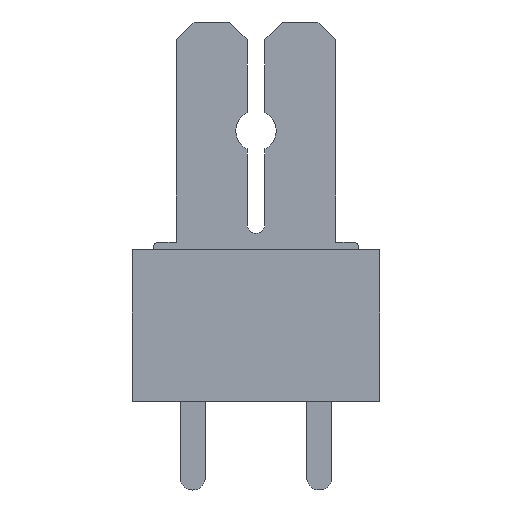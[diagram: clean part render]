
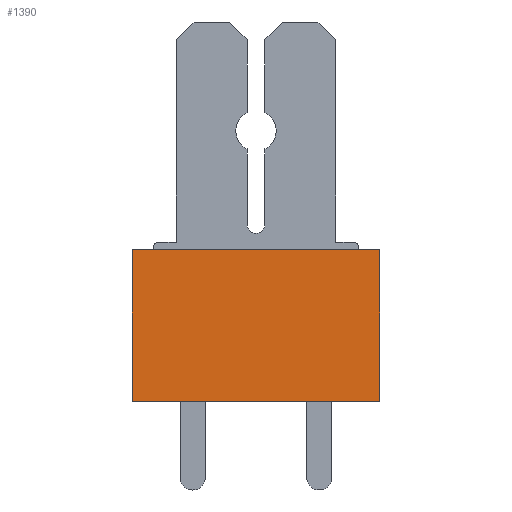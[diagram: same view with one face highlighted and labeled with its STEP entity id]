
A CAD part, left-side view. The second image highlights one B-rep face of the part: STEP entity #1390.
In plain terms, the highlighted planar face has unit normal (-1, 0, 0).
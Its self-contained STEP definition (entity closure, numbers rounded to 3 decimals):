
#1382=AXIS2_PLACEMENT_3D('Plane Axis2P3D',#1379,#1380,#1381) ;
#49=CARTESIAN_POINT('Vertex',(0.,9.8,9.5)) ;
#52=CARTESIAN_POINT('Line Origine',(0.,4.9,9.5)) ;
#56=CARTESIAN_POINT('Vertex',(0.,0.,9.5)) ;
#699=CARTESIAN_POINT('Vertex',(0.,9.8,3.5)) ;
#702=CARTESIAN_POINT('Line Origine',(0.,9.8,6.5)) ;
#730=CARTESIAN_POINT('Vertex',(0.,0.,3.5)) ;
#733=CARTESIAN_POINT('Line Origine',(0.,4.9,3.5)) ;
#1367=CARTESIAN_POINT('Line Origine',(0.,0.,6.5)) ;
#1379=CARTESIAN_POINT('Axis2P3D Location',(0.,0.,0.)) ;
#53=DIRECTION('Vector Direction',(0.,-1.,0.)) ;
#703=DIRECTION('Vector Direction',(0.,0.,1.)) ;
#734=DIRECTION('Vector Direction',(0.,1.,0.)) ;
#1368=DIRECTION('Vector Direction',(0.,0.,-1.)) ;
#1380=DIRECTION('Axis2P3D Direction',(-1.,0.,0.)) ;
#1381=DIRECTION('Axis2P3D XDirection',(0.,0.,1.)) ;
#54=VECTOR('Line Direction',#53,1.) ;
#704=VECTOR('Line Direction',#703,1.) ;
#735=VECTOR('Line Direction',#734,1.) ;
#1369=VECTOR('Line Direction',#1368,1.) ;
#1385=ORIENTED_EDGE('',*,*,#58,.T.) ;
#1386=ORIENTED_EDGE('',*,*,#706,.T.) ;
#1387=ORIENTED_EDGE('',*,*,#737,.T.) ;
#1388=ORIENTED_EDGE('',*,*,#1371,.T.) ;
#1390=ADVANCED_FACE('Housing',(#1389),#1383,.T.) ;
#58=EDGE_CURVE('',#57,#50,#55,.F.) ;
#706=EDGE_CURVE('',#50,#700,#705,.F.) ;
#737=EDGE_CURVE('',#700,#731,#736,.F.) ;
#1371=EDGE_CURVE('',#731,#57,#1370,.F.) ;
#1384=EDGE_LOOP('',(#1385,#1386,#1387,#1388)) ;
#1389=FACE_OUTER_BOUND('',#1384,.T.) ;
#55=LINE('Line',#52,#54) ;
#705=LINE('Line',#702,#704) ;
#736=LINE('Line',#733,#735) ;
#1370=LINE('Line',#1367,#1369) ;
#1383=PLANE('',#1382) ;
#50=VERTEX_POINT('',#49) ;
#57=VERTEX_POINT('',#56) ;
#700=VERTEX_POINT('',#699) ;
#731=VERTEX_POINT('',#730) ;
